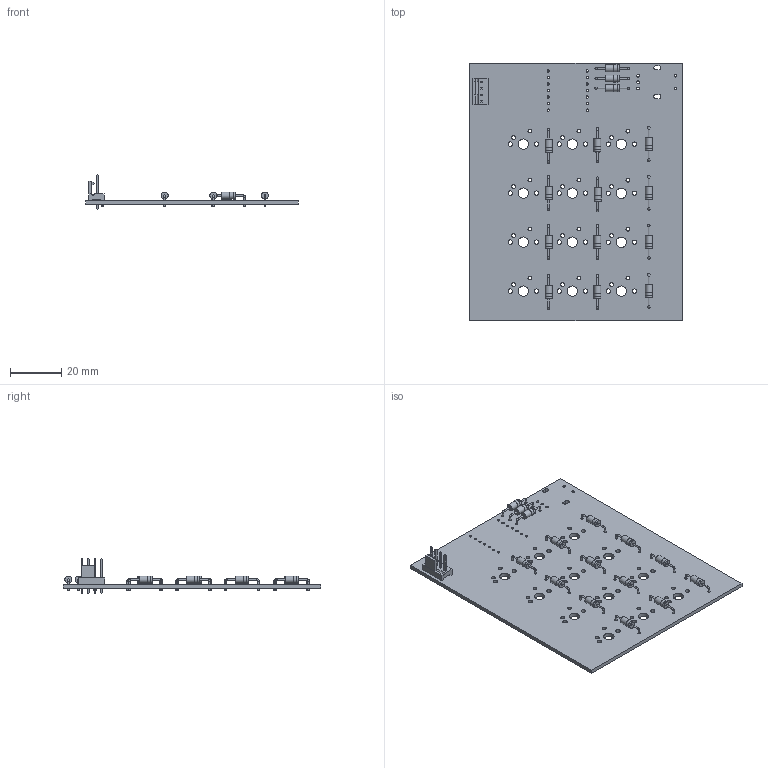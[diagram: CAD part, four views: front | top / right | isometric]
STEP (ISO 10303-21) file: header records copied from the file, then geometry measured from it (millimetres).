
FILE_DESCRIPTION(('KiCad electronic assembly'),'2;1');
FILE_NAME('Keypad.step','2026-02-03T21:55:30',('Pcbnew'),('Kicad'), 'Open CASCADE STEP processor 7.9','KiCad to STEP converter','Unknown' );
FILE_SCHEMA(('AUTOMOTIVE_DESIGN { 1 0 10303 214 1 1 1 1 }'));
Length unit declared in the file: millimetre
Products named in the file (4): Keypad 1; D_A-405_P12.70mm_Horizontal; FanPinHeader_1x04_P2.54mm_Vertical; Keypad_PCB
Assembly tree (17 placements, depth 2):
  Keypad 1
    D_A-405_P12.70mm_Horizontal  x15
    FanPinHeader_1x04_P2.54mm_Vertical
    Keypad_PCB
Bounding box: 82.56 x 100 x 13.5 mm (x, y, z)
Volume: 12720.5 mm3; surface area: 19013.4 mm2
Topology: 17 solids, 17 shells, 452 faces, 947 edges, 598 vertices
Faces by surface type: cylinder 225, plane 197, torus 30
Full cylindrical faces by diameter (mm): 0.6 x60, 0.889 x14, 0.9 x30, 1 x5, 1.02 x4, 1.1 x1, 1.5 x24, 1.7 x24, 2.7 x30, 2.72 x15, 4 x12
Entity records: 8862 total; most frequent: DIRECTION 1401, CARTESIAN_POINT 1287, ORIENTED_EDGE 1250, EDGE_CURVE 625, AXIS2_PLACEMENT_3D 516, FACE_BOUND 487, EDGE_LOOP 487, VERTEX_POINT 402
